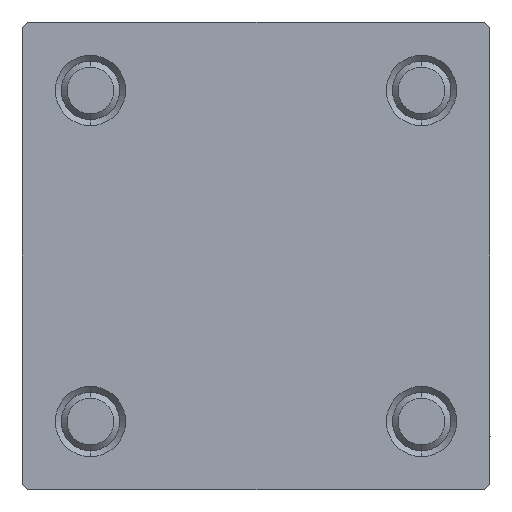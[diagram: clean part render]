
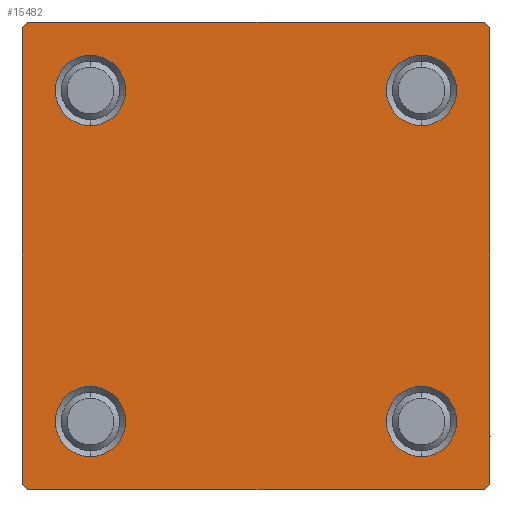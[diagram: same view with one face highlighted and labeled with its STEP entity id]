
A CAD part, left-side view. The second image highlights one B-rep face of the part: STEP entity #15482.
In plain terms, the highlighted planar face has unit normal (-1, 0, 0).
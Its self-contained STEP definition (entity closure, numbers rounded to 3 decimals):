
#153 = EDGE_CURVE ( 'NONE', #42470, #39010, #16718, .T. ) ;
#788 = CARTESIAN_POINT ( 'NONE',  ( 0., -14.15, 11.15 ) ) ;
#866 = DIRECTION ( 'NONE',  ( 0., 0., -1. ) ) ;
#1126 = ORIENTED_EDGE ( 'NONE', *, *, #27781, .T. ) ;
#1586 = LINE ( 'NONE', #17014, #4234 ) ;
#1731 = AXIS2_PLACEMENT_3D ( 'NONE', #17553, #24878, #14022 ) ;
#1885 = FACE_BOUND ( 'NONE', #27797, .T. ) ;
#2008 = CARTESIAN_POINT ( 'NONE',  ( 0., -14.15, 14.15 ) ) ;
#2136 = FACE_OUTER_BOUND ( 'NONE', #39893, .T. ) ;
#2396 = DIRECTION ( 'NONE',  ( 0., -0.707, -0.707 ) ) ;
#3394 = VECTOR ( 'NONE', #20858, 1000. ) ;
#4181 = DIRECTION ( 'NONE',  ( 0., 0., 1. ) ) ;
#4234 = VECTOR ( 'NONE', #47797, 1000. ) ;
#4381 = CARTESIAN_POINT ( 'NONE',  ( 0., 19.75, 19.75 ) ) ;
#4671 = LINE ( 'NONE', #11753, #40568 ) ;
#4881 = DIRECTION ( 'NONE',  ( 0., 0.707, -0.707 ) ) ;
#5187 = DIRECTION ( 'NONE',  ( 1., 0., 0. ) ) ;
#5699 = VECTOR ( 'NONE', #47186, 1000. ) ;
#5867 = LINE ( 'NONE', #25753, #33559 ) ;
#6446 = CARTESIAN_POINT ( 'NONE',  ( 0., -19.75, 19.75 ) ) ;
#6600 = EDGE_LOOP ( 'NONE', ( #19323, #14785 ) ) ;
#7708 = CARTESIAN_POINT ( 'NONE',  ( 0., 14.15, -11.15 ) ) ;
#7895 = DIRECTION ( 'NONE',  ( 0., 0., 1. ) ) ;
#8181 = LINE ( 'NONE', #4381, #34279 ) ;
#8924 = VERTEX_POINT ( 'NONE', #25695 ) ;
#9471 = EDGE_CURVE ( 'NONE', #40652, #37210, #11235, .T. ) ;
#9750 = LINE ( 'NONE', #6446, #3394 ) ;
#10004 = CARTESIAN_POINT ( 'NONE',  ( 0., 19.75, -19.75 ) ) ;
#10268 = AXIS2_PLACEMENT_3D ( 'NONE', #2008, #43924, #17426 ) ;
#10321 = EDGE_CURVE ( 'NONE', #22582, #33423, #23366, .T. ) ;
#10953 = DIRECTION ( 'NONE',  ( 1., 0., 0. ) ) ;
#11235 = CIRCLE ( 'NONE', #24936, 3. ) ;
#11245 = VERTEX_POINT ( 'NONE', #36517 ) ;
#11753 = CARTESIAN_POINT ( 'NONE',  ( 0., -20., 20. ) ) ;
#12226 = EDGE_CURVE ( 'NONE', #44029, #15701, #43147, .T. ) ;
#12413 = CARTESIAN_POINT ( 'NONE',  ( 0., -14.15, 14.15 ) ) ;
#12941 = AXIS2_PLACEMENT_3D ( 'NONE', #12413, #35627, #30819 ) ;
#13035 = FACE_BOUND ( 'NONE', #14925, .T. ) ;
#13132 = EDGE_CURVE ( 'NONE', #33423, #22582, #46789, .T. ) ;
#14022 = DIRECTION ( 'NONE',  ( 0., 0., 1. ) ) ;
#14031 = VERTEX_POINT ( 'NONE', #35908 ) ;
#14172 = EDGE_CURVE ( 'NONE', #14031, #19503, #31520, .T. ) ;
#14219 = CARTESIAN_POINT ( 'NONE',  ( 0., -14.15, -17.15 ) ) ;
#14616 = ORIENTED_EDGE ( 'NONE', *, *, #39470, .T. ) ;
#14650 = EDGE_CURVE ( 'NONE', #19503, #14031, #23468, .T. ) ;
#14785 = ORIENTED_EDGE ( 'NONE', *, *, #13132, .T. ) ;
#14903 = DIRECTION ( 'NONE',  ( 0., 0., -1. ) ) ;
#14925 = EDGE_LOOP ( 'NONE', ( #1126, #41233 ) ) ;
#15482 = ADVANCED_FACE ( 'NONE', ( #13035, #44050, #1885, #36741, #2136 ), #32947, .T. ) ;
#15701 = VERTEX_POINT ( 'NONE', #46255 ) ;
#15940 = CARTESIAN_POINT ( 'NONE',  ( 0., 14.15, -17.15 ) ) ;
#16426 = VERTEX_POINT ( 'NONE', #25137 ) ;
#16582 = ORIENTED_EDGE ( 'NONE', *, *, #42668, .T. ) ;
#16718 = CIRCLE ( 'NONE', #10268, 3. ) ;
#17014 = CARTESIAN_POINT ( 'NONE',  ( 0., -19.75, -19.75 ) ) ;
#17426 = DIRECTION ( 'NONE',  ( 0., 0., 1. ) ) ;
#17440 = VERTEX_POINT ( 'NONE', #43502 ) ;
#17456 = EDGE_LOOP ( 'NONE', ( #27407, #48076 ) ) ;
#17553 = CARTESIAN_POINT ( 'NONE',  ( 0., 0., 0. ) ) ;
#18503 = ORIENTED_EDGE ( 'NONE', *, *, #12226, .F. ) ;
#19323 = ORIENTED_EDGE ( 'NONE', *, *, #10321, .T. ) ;
#19503 = VERTEX_POINT ( 'NONE', #38788 ) ;
#20858 = DIRECTION ( 'NONE',  ( 0., 0.707, 0.707 ) ) ;
#21337 = DIRECTION ( 'NONE',  ( 0., 0., 1. ) ) ;
#21745 = ORIENTED_EDGE ( 'NONE', *, *, #32276, .T. ) ;
#22388 = ORIENTED_EDGE ( 'NONE', *, *, #34405, .F. ) ;
#22582 = VERTEX_POINT ( 'NONE', #35611 ) ;
#23366 = CIRCLE ( 'NONE', #32241, 3. ) ;
#23374 = DIRECTION ( 'NONE',  ( 0., 0., 1. ) ) ;
#23468 = CIRCLE ( 'NONE', #33954, 3. ) ;
#23480 = DIRECTION ( 'NONE',  ( 0., 0., 1. ) ) ;
#24330 = CARTESIAN_POINT ( 'NONE',  ( 0., 20., 19.5 ) ) ;
#24878 = DIRECTION ( 'NONE',  ( -1., 0., 0. ) ) ;
#24936 = AXIS2_PLACEMENT_3D ( 'NONE', #38766, #42036, #4181 ) ;
#25035 = DIRECTION ( 'NONE',  ( 0., -1., 0. ) ) ;
#25137 = CARTESIAN_POINT ( 'NONE',  ( 0., -19.5, -20. ) ) ;
#25351 = ORIENTED_EDGE ( 'NONE', *, *, #29973, .T. ) ;
#25695 = CARTESIAN_POINT ( 'NONE',  ( 0., 20., -19.5 ) ) ;
#25750 = CARTESIAN_POINT ( 'NONE',  ( 0., 20., 20. ) ) ;
#25753 = CARTESIAN_POINT ( 'NONE',  ( 0., 20., -20. ) ) ;
#27407 = ORIENTED_EDGE ( 'NONE', *, *, #14172, .T. ) ;
#27494 = CARTESIAN_POINT ( 'NONE',  ( 0., 20., 20. ) ) ;
#27508 = VECTOR ( 'NONE', #2396, 1000. ) ;
#27781 = EDGE_CURVE ( 'NONE', #39010, #42470, #34695, .T. ) ;
#27797 = EDGE_LOOP ( 'NONE', ( #45048, #31817 ) ) ;
#28277 = AXIS2_PLACEMENT_3D ( 'NONE', #37938, #41707, #7895 ) ;
#28478 = CARTESIAN_POINT ( 'NONE',  ( 0., -14.15, 17.15 ) ) ;
#28500 = CIRCLE ( 'NONE', #38986, 3. ) ;
#28652 = CARTESIAN_POINT ( 'NONE',  ( 0., 14.15, -14.15 ) ) ;
#29384 = DIRECTION ( 'NONE',  ( 0., 0., 1. ) ) ;
#29973 = EDGE_CURVE ( 'NONE', #8924, #11245, #41261, .T. ) ;
#30819 = DIRECTION ( 'NONE',  ( 0., 0., 1. ) ) ;
#31520 = CIRCLE ( 'NONE', #48442, 3. ) ;
#31817 = ORIENTED_EDGE ( 'NONE', *, *, #9471, .T. ) ;
#31943 = ORIENTED_EDGE ( 'NONE', *, *, #33396, .T. ) ;
#32241 = AXIS2_PLACEMENT_3D ( 'NONE', #49871, #46331, #23374 ) ;
#32276 = EDGE_CURVE ( 'NONE', #17440, #15701, #9750, .T. ) ;
#32947 = PLANE ( 'NONE',  #1731 ) ;
#33345 = LINE ( 'NONE', #25750, #47187 ) ;
#33396 = EDGE_CURVE ( 'NONE', #16426, #46470, #1586, .T. ) ;
#33423 = VERTEX_POINT ( 'NONE', #14219 ) ;
#33559 = VECTOR ( 'NONE', #25035, 1000. ) ;
#33954 = AXIS2_PLACEMENT_3D ( 'NONE', #48803, #10953, #29384 ) ;
#34279 = VECTOR ( 'NONE', #4881, 1000. ) ;
#34405 = EDGE_CURVE ( 'NONE', #17440, #46470, #4671, .T. ) ;
#34695 = CIRCLE ( 'NONE', #12941, 3. ) ;
#35396 = EDGE_CURVE ( 'NONE', #37210, #40652, #28500, .T. ) ;
#35611 = CARTESIAN_POINT ( 'NONE',  ( 0., -14.15, -11.15 ) ) ;
#35627 = DIRECTION ( 'NONE',  ( 1., 0., 0. ) ) ;
#35908 = CARTESIAN_POINT ( 'NONE',  ( 0., 14.15, 17.15 ) ) ;
#36192 = ORIENTED_EDGE ( 'NONE', *, *, #45722, .T. ) ;
#36517 = CARTESIAN_POINT ( 'NONE',  ( 0., 19.5, -20. ) ) ;
#36741 = FACE_BOUND ( 'NONE', #17456, .T. ) ;
#37210 = VERTEX_POINT ( 'NONE', #7708 ) ;
#37938 = CARTESIAN_POINT ( 'NONE',  ( 0., -14.15, -14.15 ) ) ;
#38766 = CARTESIAN_POINT ( 'NONE',  ( 0., 14.15, -14.15 ) ) ;
#38788 = CARTESIAN_POINT ( 'NONE',  ( 0., 14.15, 11.15 ) ) ;
#38986 = AXIS2_PLACEMENT_3D ( 'NONE', #28652, #5187, #21337 ) ;
#39010 = VERTEX_POINT ( 'NONE', #28478 ) ;
#39470 = EDGE_CURVE ( 'NONE', #44029, #41594, #8181, .T. ) ;
#39893 = EDGE_LOOP ( 'NONE', ( #16582, #25351, #36192, #31943, #22388, #21745, #18503, #14616 ) ) ;
#40568 = VECTOR ( 'NONE', #866, 1000. ) ;
#40652 = VERTEX_POINT ( 'NONE', #15940 ) ;
#41233 = ORIENTED_EDGE ( 'NONE', *, *, #153, .T. ) ;
#41261 = LINE ( 'NONE', #10004, #27508 ) ;
#41594 = VERTEX_POINT ( 'NONE', #24330 ) ;
#41707 = DIRECTION ( 'NONE',  ( 1., 0., 0. ) ) ;
#42036 = DIRECTION ( 'NONE',  ( 1., 0., 0. ) ) ;
#42404 = CARTESIAN_POINT ( 'NONE',  ( 0., 14.15, 14.15 ) ) ;
#42470 = VERTEX_POINT ( 'NONE', #788 ) ;
#42668 = EDGE_CURVE ( 'NONE', #41594, #8924, #33345, .T. ) ;
#43147 = LINE ( 'NONE', #27494, #5699 ) ;
#43502 = CARTESIAN_POINT ( 'NONE',  ( 0., -20., 19.5 ) ) ;
#43924 = DIRECTION ( 'NONE',  ( 1., 0., 0. ) ) ;
#44029 = VERTEX_POINT ( 'NONE', #45375 ) ;
#44050 = FACE_BOUND ( 'NONE', #6600, .T. ) ;
#45048 = ORIENTED_EDGE ( 'NONE', *, *, #35396, .T. ) ;
#45375 = CARTESIAN_POINT ( 'NONE',  ( 0., 19.5, 20. ) ) ;
#45722 = EDGE_CURVE ( 'NONE', #11245, #16426, #5867, .T. ) ;
#46255 = CARTESIAN_POINT ( 'NONE',  ( 0., -19.5, 20. ) ) ;
#46331 = DIRECTION ( 'NONE',  ( 1., 0., 0. ) ) ;
#46470 = VERTEX_POINT ( 'NONE', #46501 ) ;
#46501 = CARTESIAN_POINT ( 'NONE',  ( 0., -20., -19.5 ) ) ;
#46789 = CIRCLE ( 'NONE', #28277, 3. ) ;
#47186 = DIRECTION ( 'NONE',  ( 0., -1., 0. ) ) ;
#47187 = VECTOR ( 'NONE', #14903, 1000. ) ;
#47797 = DIRECTION ( 'NONE',  ( 0., -0.707, 0.707 ) ) ;
#48076 = ORIENTED_EDGE ( 'NONE', *, *, #14650, .T. ) ;
#48442 = AXIS2_PLACEMENT_3D ( 'NONE', #42404, #49718, #23480 ) ;
#48803 = CARTESIAN_POINT ( 'NONE',  ( 0., 14.15, 14.15 ) ) ;
#49718 = DIRECTION ( 'NONE',  ( 1., 0., 0. ) ) ;
#49871 = CARTESIAN_POINT ( 'NONE',  ( 0., -14.15, -14.15 ) ) ;
